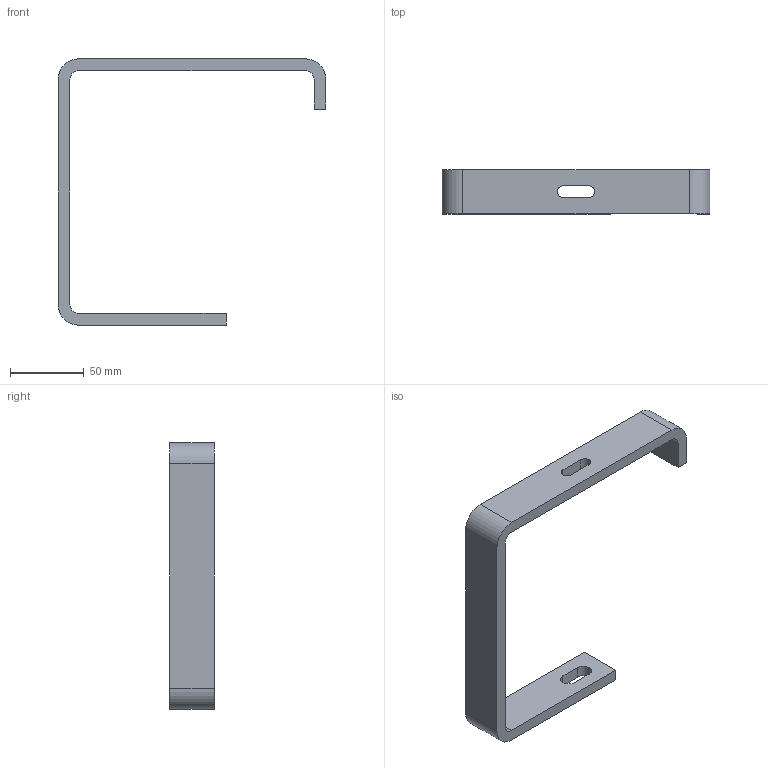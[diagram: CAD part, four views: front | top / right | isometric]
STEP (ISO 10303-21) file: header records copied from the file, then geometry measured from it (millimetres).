
FILE_DESCRIPTION((''),'2;1');
FILE_NAME('6363907','2012-03-08T',('AndreasKeweloh'),(''),'PRO/ENGINEER BY PARAMETRIC TECHNOLOGY CORPORATION, 2011370','PRO/ENGINEER BY PARAMETRIC TECHNOLOGY CORPORATION, 2011370','');
FILE_SCHEMA(('CONFIG_CONTROL_DESIGN'));
Length unit declared in the file: millimetre
Products named in the file (1): 6363907
Bounding box: 181 x 30 x 180 mm (x, y, z)
Volume: 109707.3 mm3; surface area: 36426.3 mm2
Topology: 1 solids, 1 shells, 26 faces, 72 edges, 48 vertices
Faces by surface type: plane 16, cylinder 10
Entity records: 882 total; most frequent: CARTESIAN_POINT 146, DIRECTION 144, ORIENTED_EDGE 144, EDGE_CURVE 72, VECTOR 52, LINE 52, VERTEX_POINT 48, AXIS2_PLACEMENT_3D 46
